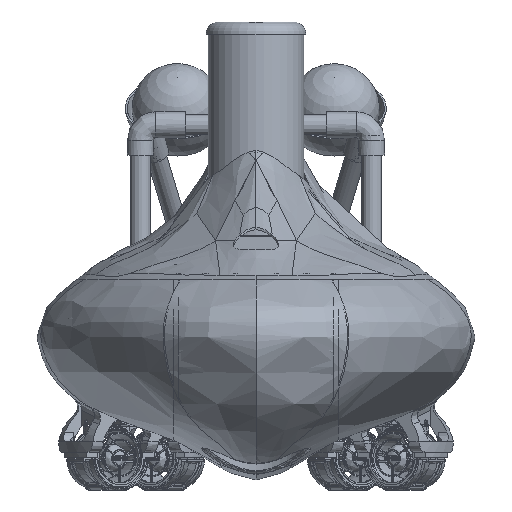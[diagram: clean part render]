
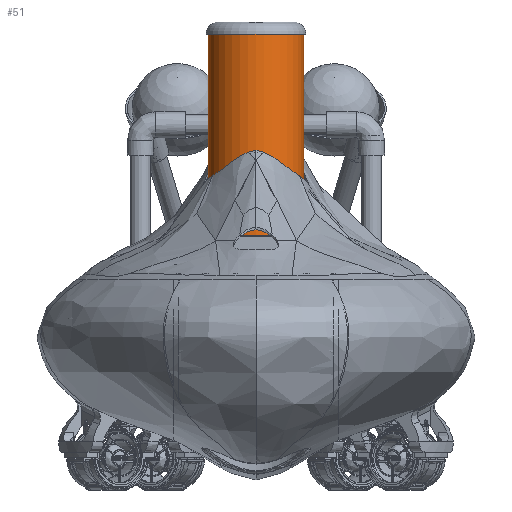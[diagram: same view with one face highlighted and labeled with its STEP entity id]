
A CAD part, left-side view. The second image highlights one B-rep face of the part: STEP entity #51.
In plain terms, the highlighted cylindrical face has radius 47.5 mm (diameter 95 mm), a full revolution.
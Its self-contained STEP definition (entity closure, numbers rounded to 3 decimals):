
#31 = VERTEX_POINT('',#32);
#32 = CARTESIAN_POINT('',(0.,47.5,385.));
#39 = EDGE_CURVE('',#31,#31,#40,.T.);
#40 = CIRCLE('',#41,47.5);
#41 = AXIS2_PLACEMENT_3D('',#42,#43,#44);
#42 = CARTESIAN_POINT('',(0.,0.,385.));
#43 = DIRECTION('',(-0.,0.,1.));
#44 = DIRECTION('',(0.,-1.,0.));
#51 = ADVANCED_FACE('',(#52),#71,.T.);
#52 = FACE_BOUND('',#53,.T.);
#53 = EDGE_LOOP('',(#54,#55,#63,#70));
#54 = ORIENTED_EDGE('',*,*,#39,.F.);
#55 = ORIENTED_EDGE('',*,*,#56,.T.);
#56 = EDGE_CURVE('',#31,#57,#59,.T.);
#57 = VERTEX_POINT('',#58);
#58 = CARTESIAN_POINT('',(0.,47.5,185.));
#59 = LINE('',#60,#61);
#60 = CARTESIAN_POINT('',(0.,47.5,185.));
#61 = VECTOR('',#62,1.);
#62 = DIRECTION('',(0.,0.,-1.));
#63 = ORIENTED_EDGE('',*,*,#64,.T.);
#64 = EDGE_CURVE('',#57,#57,#65,.T.);
#65 = CIRCLE('',#66,47.5);
#66 = AXIS2_PLACEMENT_3D('',#67,#68,#69);
#67 = CARTESIAN_POINT('',(0.,0.,185.));
#68 = DIRECTION('',(-0.,0.,1.));
#69 = DIRECTION('',(0.,-1.,0.));
#70 = ORIENTED_EDGE('',*,*,#56,.F.);
#71 = CYLINDRICAL_SURFACE('',#72,47.5);
#72 = AXIS2_PLACEMENT_3D('',#73,#74,#75);
#73 = CARTESIAN_POINT('',(0.,0.,185.));
#74 = DIRECTION('',(0.,0.,1.));
#75 = DIRECTION('',(0.,-1.,0.));
